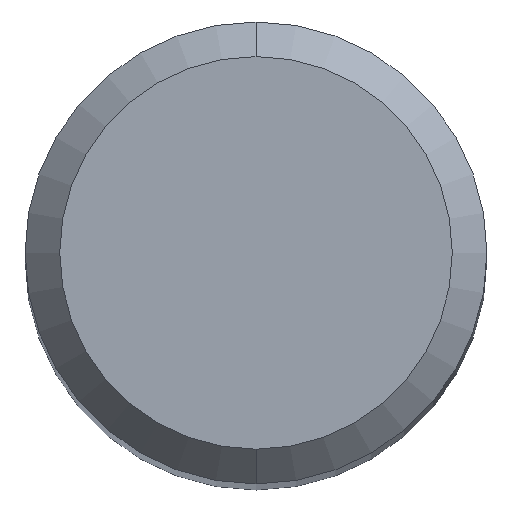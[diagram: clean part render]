
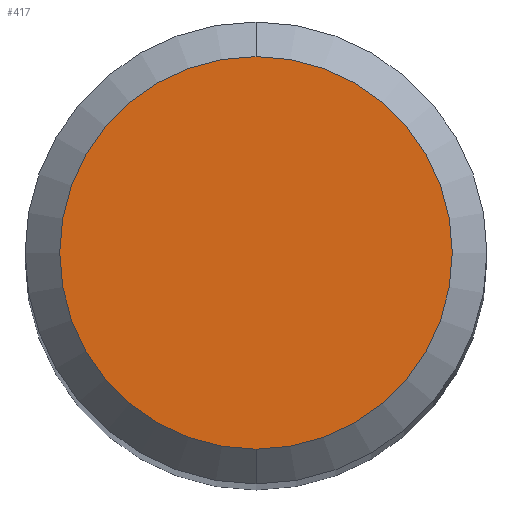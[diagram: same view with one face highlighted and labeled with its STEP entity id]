
A CAD part, top view. The second image highlights one B-rep face of the part: STEP entity #417.
In plain terms, the highlighted planar face has unit normal (0, 0, 1).
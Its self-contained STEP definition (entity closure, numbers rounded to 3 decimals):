
#417=ADVANCED_FACE('',(#1084),#1085,.T.);
#523=VERTEX_POINT('',#1201);
#777=EDGE_CURVE('',#781,#523,#1482,.T.);
#781=VERTEX_POINT('',#1486);
#911=EDGE_CURVE('',#523,#781,#1625,.T.);
#1084=FACE_OUTER_BOUND('',#1983,.T.);
#1085=PLANE('',#1984);
#1201=CARTESIAN_POINT('',(0.,-1.7,0.0));
#1482=CIRCLE('',#3803,1.7);
#1486=CARTESIAN_POINT('',(0.0,1.7,0.0));
#1625=CIRCLE('',#4210,1.7);
#1983=EDGE_LOOP('',(#4639,#4640));
#1984=AXIS2_PLACEMENT_3D('',#4641,#4642,#4643);
#3803=AXIS2_PLACEMENT_3D('',#5091,#5092,#5093);
#4210=AXIS2_PLACEMENT_3D('',#5224,#5225,#5226);
#4639=ORIENTED_EDGE('',*,*,#777,.F.);
#4640=ORIENTED_EDGE('',*,*,#911,.F.);
#4641=CARTESIAN_POINT('',(0.0,0.85,0.0));
#4642=DIRECTION('',(-0.0,0.0,1.0));
#4643=DIRECTION('',(0.0,-1.0,0.0));
#5091=CARTESIAN_POINT('',(0.0,0.0,0.0));
#5092=DIRECTION('',(0.0,0.0,-1.0));
#5093=DIRECTION('',(0.0,1.0,0.0));
#5224=CARTESIAN_POINT('',(0.0,0.0,0.0));
#5225=DIRECTION('',(0.0,0.0,-1.0));
#5226=DIRECTION('',(0.0,1.0,0.0));
